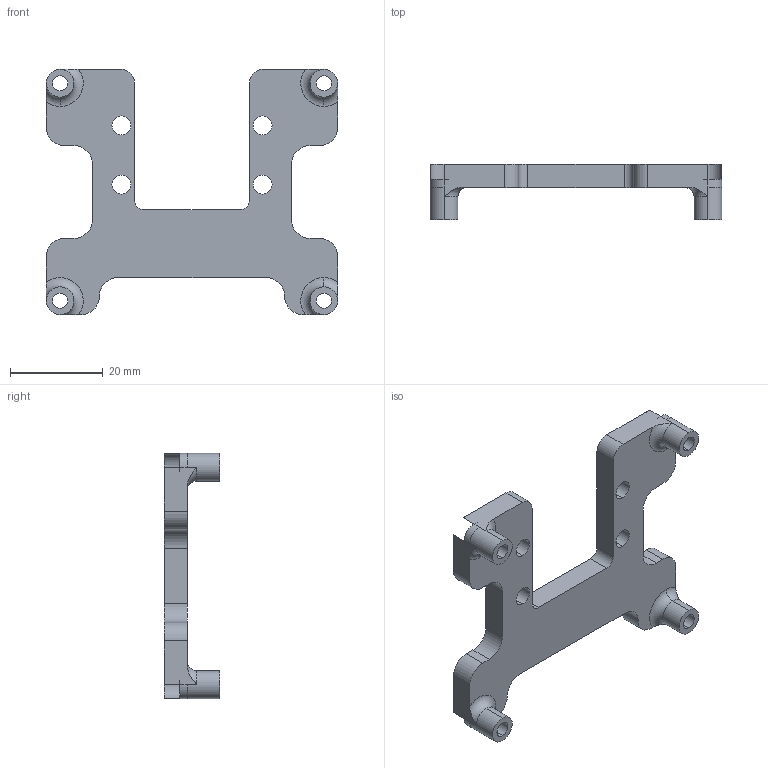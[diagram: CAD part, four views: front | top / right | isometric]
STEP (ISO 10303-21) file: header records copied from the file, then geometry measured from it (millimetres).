
FILE_DESCRIPTION (( 'STEP AP203' ), '1' );
FILE_NAME ('3DM-GX5-AR Adapter.STEP', '2025-04-28T13:01:38', ( '' ), ( '' ), 'SwSTEP 2.0', 'SolidWorks 2024', '' );
FILE_SCHEMA (( 'CONFIG_CONTROL_DESIGN' ));
Length unit declared in the file: millimetre
Products named in the file (1): 3DM-GX5-AR Adapter
Bounding box: 63 x 12 x 53 mm (x, y, z)
Volume: 9176.8 mm3; surface area: 6454.8 mm2
Topology: 1 solids, 1 shells, 215 faces, 585 edges, 385 vertices
Faces by surface type: plane 115, cylinder 50, bspline 43, torus 7
Entity records: 9380 total; most frequent: CARTESIAN_POINT 4045, ORIENTED_EDGE 1170, DIRECTION 947, EDGE_CURVE 585, VERTEX_POINT 385, LINE 381, VECTOR 381, AXIS2_PLACEMENT_3D 283
